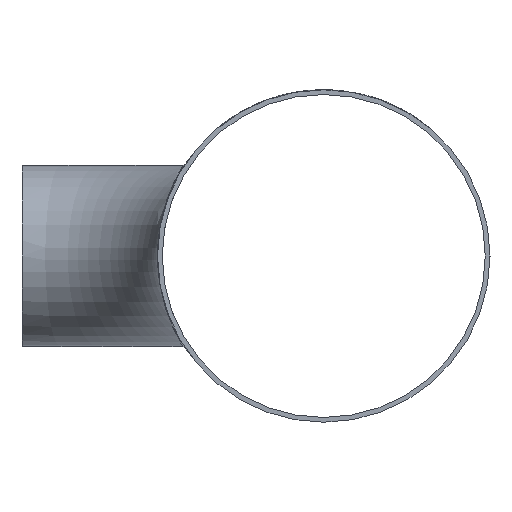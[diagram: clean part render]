
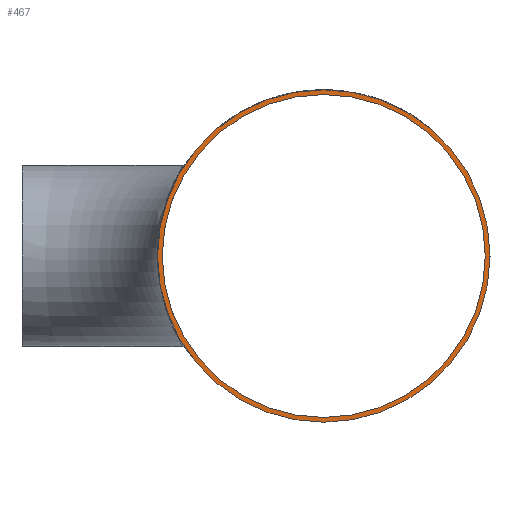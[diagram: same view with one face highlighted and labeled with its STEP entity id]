
A CAD part, left-side view. The second image highlights one B-rep face of the part: STEP entity #467.
In plain terms, the highlighted planar face has unit normal (-1, 0, 0).
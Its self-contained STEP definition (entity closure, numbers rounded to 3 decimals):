
#467 = ADVANCED_FACE ( 'NONE', ( #12034, #11652 ), #35746, .F. ) ;
#896 = CARTESIAN_POINT ( 'NONE',  ( -191., -126.8, -67.85 ) ) ;
#5819 = DIRECTION ( 'NONE',  ( 1., 0., 0. ) ) ;
#5931 = EDGE_CURVE ( 'NONE', #34646, #34646, #22902, .T. ) ;
#9000 = EDGE_CURVE ( 'NONE', #31752, #31752, #18950, .T. ) ;
#9004 = EDGE_LOOP ( 'NONE', ( #24577 ) ) ;
#11652 = FACE_OUTER_BOUND ( 'NONE', #29202, .T. ) ;
#12034 = FACE_BOUND ( 'NONE', #9004, .T. ) ;
#15594 = DIRECTION ( 'NONE',  ( 1., 0., 0. ) ) ;
#18950 = CIRCLE ( 'NONE', #30162, 67.85 ) ;
#19126 = DIRECTION ( 'NONE',  ( 0., 0., -1. ) ) ;
#21423 = CARTESIAN_POINT ( 'NONE',  ( -191., -126.8, 0. ) ) ;
#21536 = ORIENTED_EDGE ( 'NONE', *, *, #5931, .F. ) ;
#22221 = AXIS2_PLACEMENT_3D ( 'NONE', #32671, #5819, #37885 ) ;
#22902 = CIRCLE ( 'NONE', #35951, 69.85 ) ;
#24577 = ORIENTED_EDGE ( 'NONE', *, *, #9000, .T. ) ;
#24792 = DIRECTION ( 'NONE',  ( 1., 0., 0. ) ) ;
#28655 = CARTESIAN_POINT ( 'NONE',  ( -191., -126.8, 0. ) ) ;
#29202 = EDGE_LOOP ( 'NONE', ( #21536 ) ) ;
#30162 = AXIS2_PLACEMENT_3D ( 'NONE', #21423, #15594, #34434 ) ;
#31752 = VERTEX_POINT ( 'NONE', #896 ) ;
#32671 = CARTESIAN_POINT ( 'NONE',  ( -191., -126.8, 0. ) ) ;
#34434 = DIRECTION ( 'NONE',  ( 0., 0., -1. ) ) ;
#34646 = VERTEX_POINT ( 'NONE', #37540 ) ;
#35746 = PLANE ( 'NONE',  #22221 ) ;
#35951 = AXIS2_PLACEMENT_3D ( 'NONE', #28655, #24792, #19126 ) ;
#37540 = CARTESIAN_POINT ( 'NONE',  ( -191., -126.8, -69.85 ) ) ;
#37885 = DIRECTION ( 'NONE',  ( 0., 0., -1. ) ) ;
